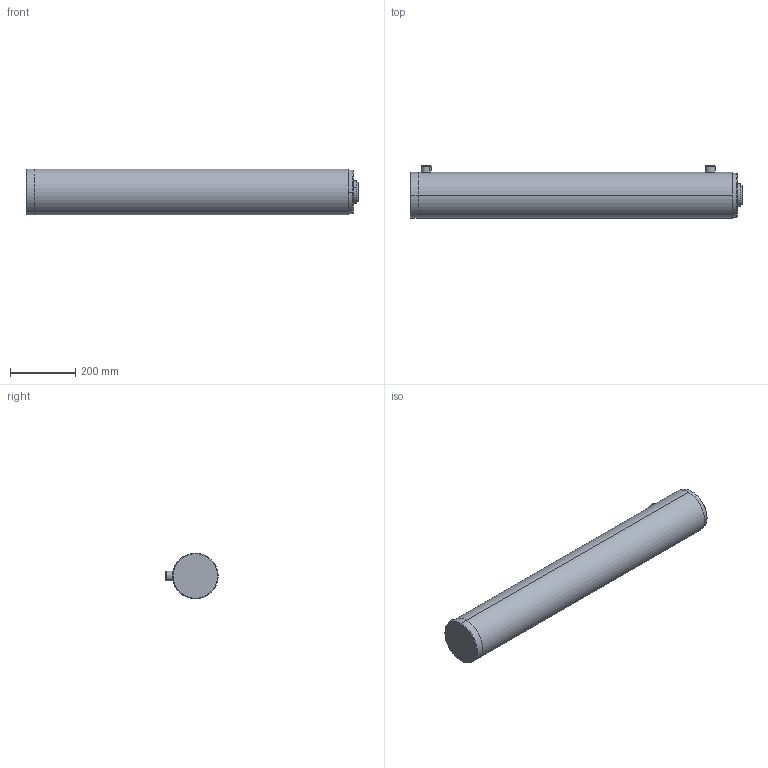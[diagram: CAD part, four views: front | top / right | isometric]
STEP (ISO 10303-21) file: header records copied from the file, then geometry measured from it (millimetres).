
FILE_DESCRIPTION (( 'STEP AP203' ), '1' );
FILE_NAME ('707-8NU.STEP', '2014-07-18T07:21:46', ( '' ), ( '' ), 'SwSTEP 2.0', 'SolidWorks 2014', '' );
FILE_SCHEMA (( 'CONFIG_CONTROL_DESIGN' ));
Length unit declared in the file: millimetre
Products named in the file (8): AL12; Boden^707-8NU; 707-8NU; Kontermutter^707-8NU; Führung^707-8NU; Rohr^707-8NU; Stange^707-8NU; P707NM^707-8NU
Assembly tree (8 placements, depth 2):
  707-8NU
    Rohr^707-8NU
    Stange^707-8NU
    AL12  x2
    Führung^707-8NU
    P707NM^707-8NU
    Kontermutter^707-8NU
    Boden^707-8NU
Bounding box: 1015 x 160 x 140 mm (x, y, z)
Volume: 9321227 mm3; surface area: 1200167.3 mm2
Topology: 8 solids, 8 shells, 94 faces, 188 edges, 114 vertices
Faces by surface type: cylinder 40, cone 32, plane 20, torus 2
Entity records: 3278 total; most frequent: CARTESIAN_POINT 645, DIRECTION 426, ORIENTED_EDGE 320, AXIS2_PLACEMENT_3D 183, EDGE_CURVE 160, EDGE_LOOP 98, VERTEX_POINT 98, CIRCLE 92
